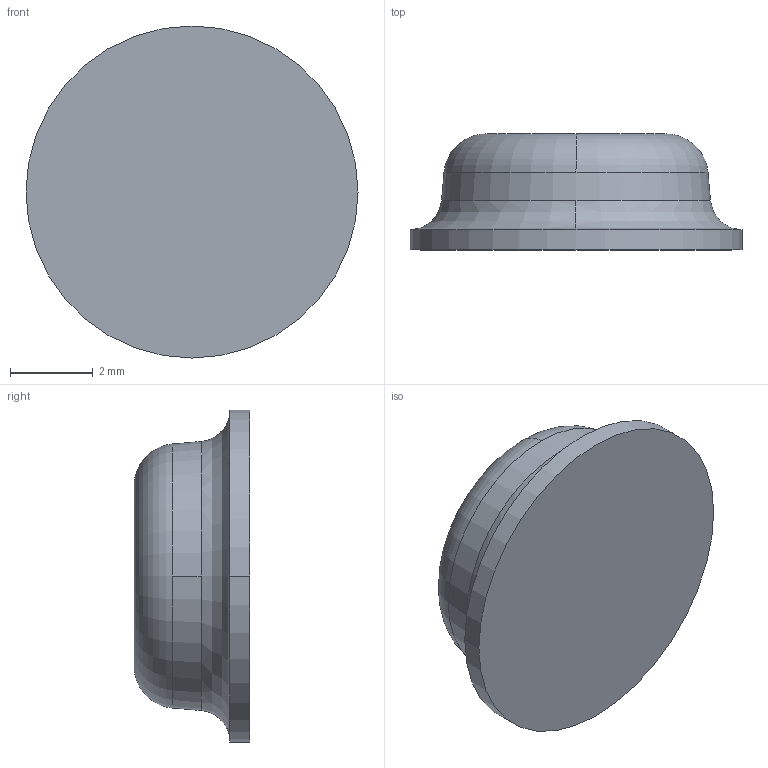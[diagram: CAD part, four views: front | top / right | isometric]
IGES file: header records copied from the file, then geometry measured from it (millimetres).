
Global section: file name: No Iges File Name specified; native system: Autodesk Inventor 2011; preprocessor: AutoDesk Inventor Iges Exporter R2011; author: Administrator; date: 20101112.132600; units: inch
Bounding box: 8 x 2.79 x 8 mm (x, y, z)
Volume: 97.6 mm3; surface area: 142.7 mm2
Topology: 1 solids, 1 shells, 10 faces, 25 edges, 17 vertices
Faces by surface type: bspline 2, cylinder 2, cone 2, torus 2, plane 2
